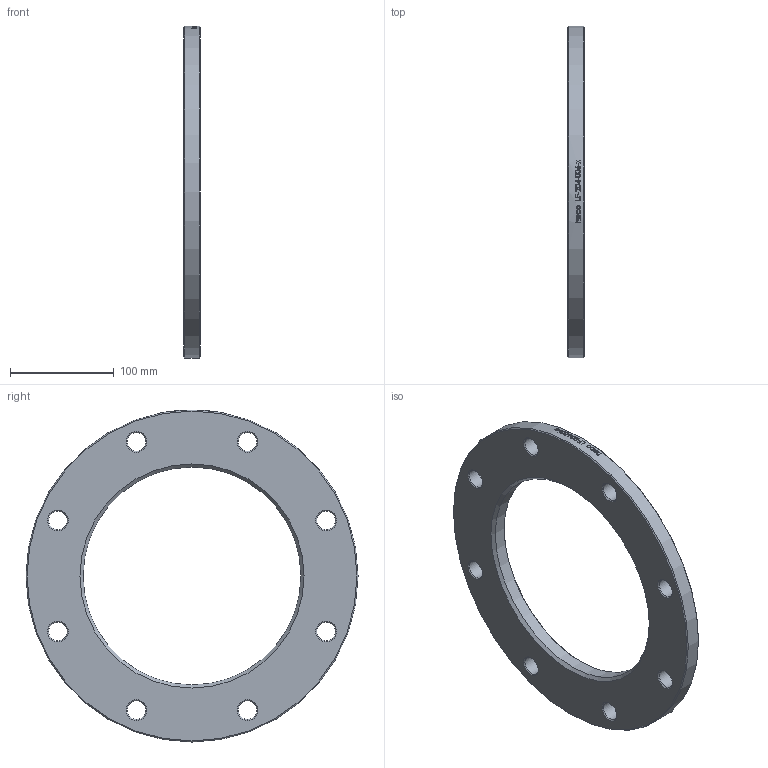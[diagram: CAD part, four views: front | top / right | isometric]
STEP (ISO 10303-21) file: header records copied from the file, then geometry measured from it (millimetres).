
FILE_DESCRIPTION (( 'STEP AP214' ), '1' );
FILE_NAME ('LF-204-006-x Loser Flansch 2012.STEP', '2020-12-11T09:55:35', ( '' ), ( '' ), 'SwSTEP 2.0', 'SolidWorks 2019', '' );
FILE_SCHEMA (( 'AUTOMOTIVE_DESIGN' ));
Length unit declared in the file: millimetre
Products named in the file (1): LF-204-006-x Loser Flansch 2012
Bounding box: 16 x 320 x 320 mm (x, y, z)
Volume: 695239.3 mm3; surface area: 118162.1 mm2
Topology: 1 solids, 1 shells, 55 faces, 235 edges, 204 vertices
Faces by surface type: cylinder 33, cone 20, plane 2
Full cylindrical faces by diameter (mm): 18 x8, 210 x1, 320 x1
Entity records: 5340 total; most frequent: CARTESIAN_POINT 3370, ORIENTED_EDGE 384, DIRECTION 281, EDGE_CURVE 192, VERTEX_POINT 192, AXIS2_PLACEMENT_3D 128, EDGE_LOOP 126, B_SPLINE_CURVE_WITH_KNOTS 95
